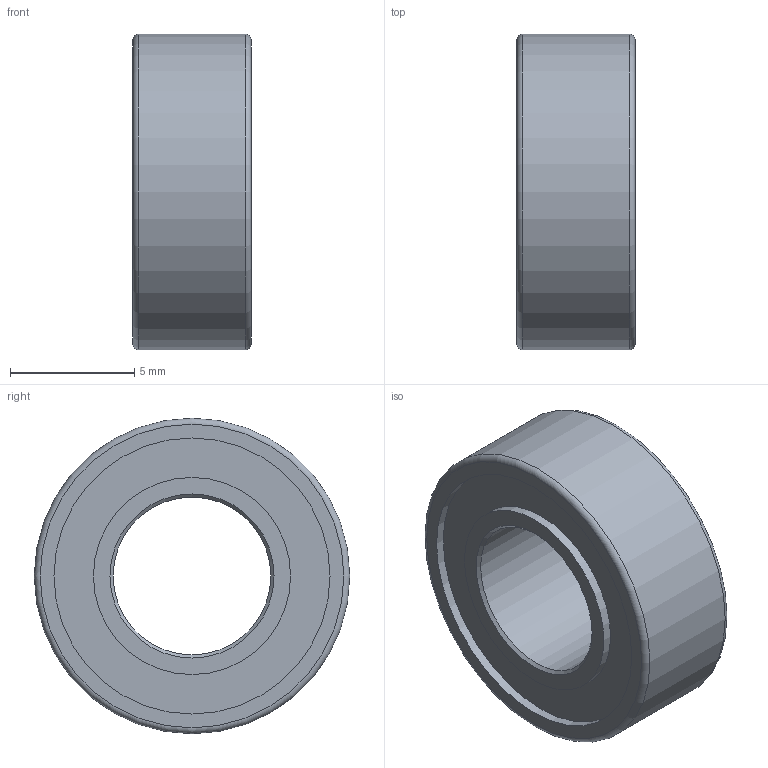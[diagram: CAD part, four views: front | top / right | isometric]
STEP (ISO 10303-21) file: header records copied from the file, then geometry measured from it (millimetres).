
FILE_DESCRIPTION(/* description */ ('STEP AP214'),/* implementation_level */ '2;1');
FILE_NAME(/* name */ '65c589a05f58383adc4ca720',/* time_stamp */ '2024-02-09T02:10:40Z',/* author */ (''),/* organization */ (''),/* preprocessor_version */ 'ST-DEVELOPER v19.4',/* originating_system */ ' ',/* authorisation */ ' ');
FILE_SCHEMA (('AUTOMOTIVE_DESIGN {1 0 10303 214 3 1 1}'));
Length unit declared in the file: metre
Products named in the file (1): .25" Round ID .5" OD Radial Bearing (217-3489)
Bounding box: 4.76 x 12.7 x 12.7 mm (x, y, z)
Volume: 415 mm3; surface area: 509.5 mm2
Topology: 1 solids, 1 shells, 16 faces, 28 edges, 18 vertices
Faces by surface type: cylinder 6, plane 6, cone 2, torus 2
Full cylindrical faces by diameter (mm): 6.35 x1, 7.938 x2, 11.113 x2, 12.7 x1
Entity records: 358 total; most frequent: DIRECTION 66, CARTESIAN_POINT 49, AXIS2_PLACEMENT_3D 33, ORIENTED_EDGE 32, EDGE_LOOP 32, FACE_BOUND 32, EDGE_CURVE 16, VERTEX_POINT 16
